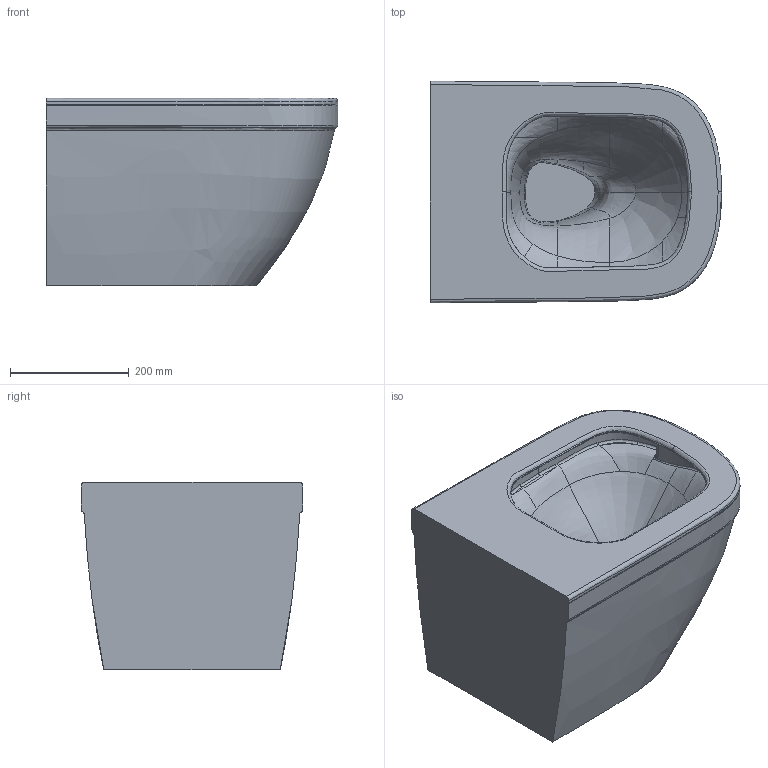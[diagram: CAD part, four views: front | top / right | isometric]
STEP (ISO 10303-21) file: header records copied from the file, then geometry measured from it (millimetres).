
FILE_DESCRIPTION(/* description */ ('Unknown'),/* implementation_level */ '2;1');
FILE_NAME(/* name */ '39206000',/* time_stamp */ '2022-08-29T08:50:10+02:00',/* author */ ('Unknown'),/* organization */ ('GROHE AG'),/* preprocessor_version */ 'ST-DEVELOPER v16.7',/* originating_system */ 'DEX',/* authorisation */ $);
FILE_SCHEMA (('AUTOMOTIVE_DESIGN {1 0 10303 214 3 1 1}'));
Products named in the file (2): 39206000
Assembly tree (1 placements, depth 2):
  39206000
    39206000
Bounding box: 490 x 372.99 x 315.69 mm (x, y, z)
Volume: 34017285 mm3; surface area: 1080313 mm2
Topology: 1 solids, 2 shells, 499 faces, 1226 edges, 732 vertices
Faces by surface type: bspline 381, cylinder 57, plane 50, sphere 10, cone 1
Full cylindrical faces by diameter (mm): 34 x1
Entity records: 59375 total; most frequent: CARTESIAN_POINT 51236, ORIENTED_EDGE 2450, EDGE_CURVE 1225, B_SPLINE_CURVE_WITH_KNOTS 1116, VERTEX_POINT 733, EDGE_LOOP 506, FACE_BOUND 506, ADVANCED_FACE 499
